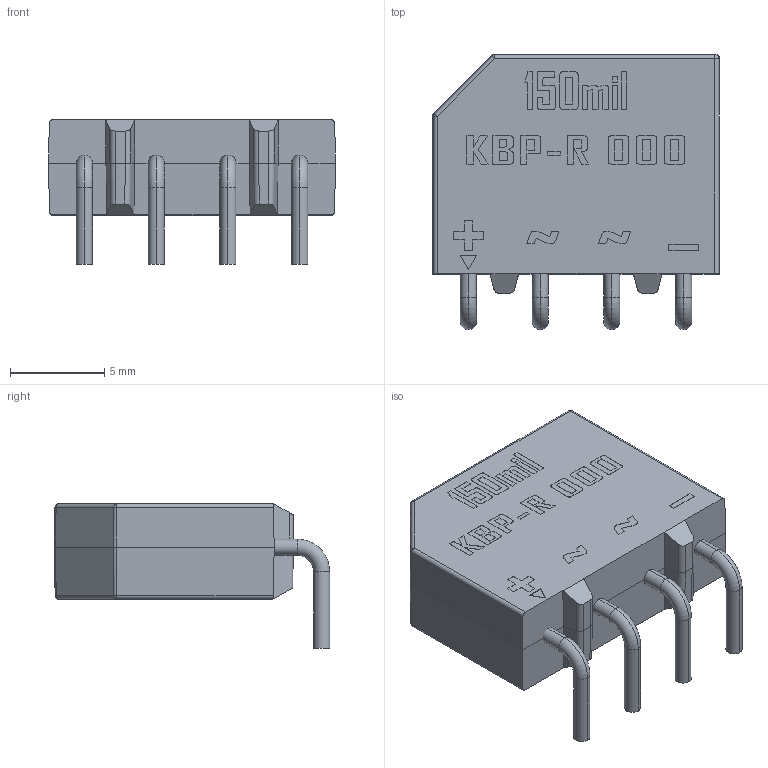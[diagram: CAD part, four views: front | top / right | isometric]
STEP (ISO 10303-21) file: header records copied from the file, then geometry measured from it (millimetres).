
FILE_DESCRIPTION (( 'STEP AP214' ), '1' );
FILE_NAME ('KBP___KBP-R__.STEP', '2023-03-01T20:59:52', ( '' ), ( '' ), 'SwSTEP 2.0', 'SolidWorks 2020', '' );
FILE_SCHEMA (( 'AUTOMOTIVE_DESIGN' ));
Length unit declared in the file: millimetre
Products named in the file (1): KBP___KBP-R__
Bounding box: 15.24 x 14.63 x 7.68 mm (x, y, z)
Volume: 900.2 mm3; surface area: 696.7 mm2
Topology: 2 solids, 2 shells, 325 faces, 836 edges, 542 vertices
Faces by surface type: plane 229, bspline 44, cylinder 38, torus 8, sphere 6
Entity records: 14536 total; most frequent: CARTESIAN_POINT 3463, ORIENTED_EDGE 1672, DIRECTION 1331, EDGE_CURVE 836, LINE 663, VECTOR 663, VERTEX_POINT 542, EDGE_LOOP 352
